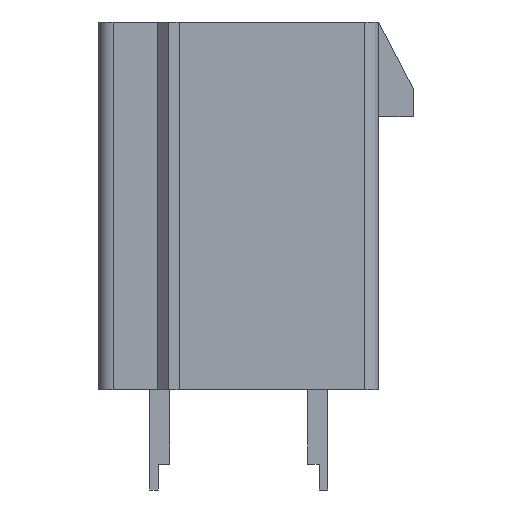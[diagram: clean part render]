
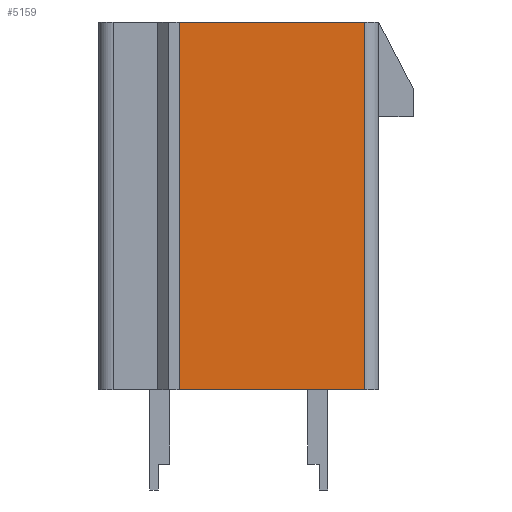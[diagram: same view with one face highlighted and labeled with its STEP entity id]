
A CAD part, left-side view. The second image highlights one B-rep face of the part: STEP entity #5159.
In plain terms, the highlighted planar face has unit normal (-1, 0, 0).
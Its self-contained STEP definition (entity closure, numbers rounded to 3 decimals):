
#147=DIRECTION('',(0.,-1.,0.));
#148=VECTOR('',#147,6.45);
#149=CARTESIAN_POINT('',(-19.5,2.075,0.));
#150=LINE('',#149,#148);
#626=DIRECTION('',(0.,0.,-1.));
#627=VECTOR('',#626,12.8);
#628=CARTESIAN_POINT('',(-19.5,2.075,0.));
#629=LINE('',#628,#627);
#630=DIRECTION('',(0.,0.,-1.));
#631=VECTOR('',#630,12.8);
#632=CARTESIAN_POINT('',(-19.5,-4.375,0.));
#633=LINE('',#632,#631);
#651=DIRECTION('',(0.,-1.,0.));
#652=VECTOR('',#651,6.45);
#653=CARTESIAN_POINT('',(-19.5,2.075,-12.8));
#654=LINE('',#653,#652);
#3572=CARTESIAN_POINT('',(-19.5,2.075,0.));
#3573=CARTESIAN_POINT('',(-19.5,-4.375,0.));
#3574=VERTEX_POINT('',#3572);
#3575=VERTEX_POINT('',#3573);
#3592=CARTESIAN_POINT('',(-19.5,2.075,-12.8));
#3593=CARTESIAN_POINT('',(-19.5,-4.375,-12.8));
#3594=VERTEX_POINT('',#3592);
#3595=VERTEX_POINT('',#3593);
#5146=CARTESIAN_POINT('',(-19.5,2.075,0.));
#5147=DIRECTION('',(-1.,0.,0.));
#5148=DIRECTION('',(0.,-1.,0.));
#5149=AXIS2_PLACEMENT_3D('',#5146,#5147,#5148);
#5150=PLANE('',#5149);
#5151=ORIENTED_EDGE('',*,*,#4717,.T.);
#5153=ORIENTED_EDGE('',*,*,#5152,.T.);
#5155=ORIENTED_EDGE('',*,*,#5154,.F.);
#5156=ORIENTED_EDGE('',*,*,#5138,.F.);
#5157=EDGE_LOOP('',(#5151,#5153,#5155,#5156));
#5158=FACE_OUTER_BOUND('',#5157,.F.);
#4717=EDGE_CURVE('',#3574,#3575,#150,.T.);
#5138=EDGE_CURVE('',#3574,#3594,#629,.T.);
#5152=EDGE_CURVE('',#3575,#3595,#633,.T.);
#5154=EDGE_CURVE('',#3594,#3595,#654,.T.);
#5159=ADVANCED_FACE('',(#5158),#5150,.T.);
